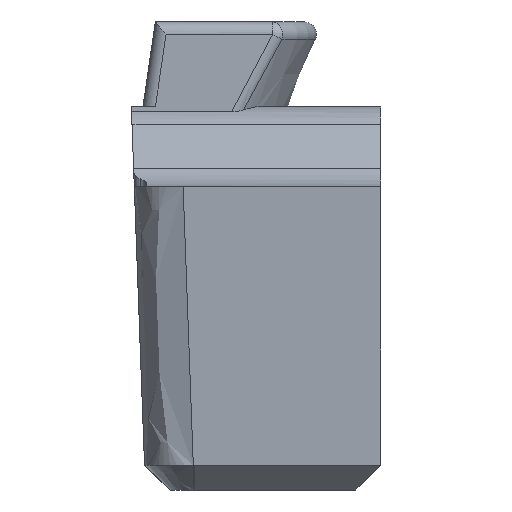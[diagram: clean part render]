
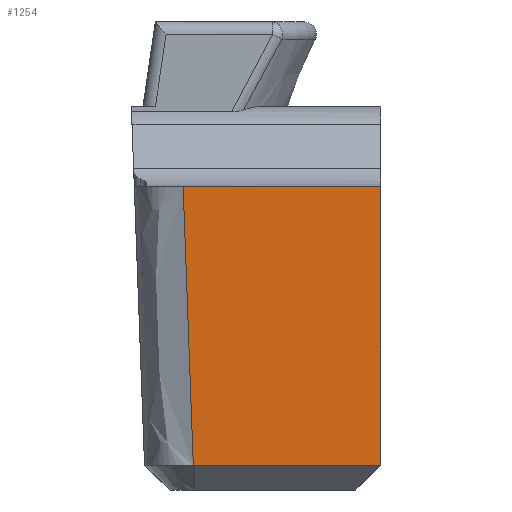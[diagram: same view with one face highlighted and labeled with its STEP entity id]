
A CAD part, left-side view. The second image highlights one B-rep face of the part: STEP entity #1254.
In plain terms, the highlighted free-form (B-spline) face has degree [3, 3] with [4, 4] control points.
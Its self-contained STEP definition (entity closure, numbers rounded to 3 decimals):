
#31=B_SPLINE_SURFACE_WITH_KNOTS('',3,3,((#2629,#2630,#2631,#2632),(#2633,
#2634,#2635,#2636),(#2637,#2638,#2639,#2640),(#2641,#2642,#2643,#2644)),
 .UNSPECIFIED.,.F.,.F.,.F.,(4,4),(4,4),(0.198,1.),(0.21,
0.936),.UNSPECIFIED.);
#64=B_SPLINE_CURVE_WITH_KNOTS('',3,(#2275,#2276,#2277,#2278,#2279,#2280),
 .UNSPECIFIED.,.F.,.F.,(4,2,4),(-1.99,-0.995,-0.394),
 .UNSPECIFIED.);
#71=B_SPLINE_CURVE_WITH_KNOTS('',3,(#2356,#2357,#2358,#2359),
 .UNSPECIFIED.,.F.,.F.,(4,4),(-2.904,-0.651),
 .UNSPECIFIED.);
#83=B_SPLINE_CURVE_WITH_KNOTS('',3,(#2575,#2576,#2577,#2578),
 .UNSPECIFIED.,.F.,.F.,(4,4),(-1.9,-0.394),
 .UNSPECIFIED.);
#85=B_SPLINE_CURVE_WITH_KNOTS('',3,(#2601,#2602,#2603,#2604),
 .UNSPECIFIED.,.F.,.F.,(4,4),(-0.624,-0.617),
 .UNSPECIFIED.);
#88=B_SPLINE_CURVE_WITH_KNOTS('',3,(#2645,#2646,#2647,#2648),
 .UNSPECIFIED.,.F.,.F.,(4,4),(-0.283,-0.283),
 .UNSPECIFIED.);
#206=FACE_OUTER_BOUND('',#275,.T.);
#275=EDGE_LOOP('',(#1144,#1145,#1146,#1147,#1148,#1149));
#345=LINE('',#2110,#433);
#433=VECTOR('',#1622,31.016);
#572=VERTEX_POINT('',#2107);
#573=VERTEX_POINT('',#2109);
#582=VERTEX_POINT('',#2213);
#586=VERTEX_POINT('',#2348);
#596=VERTEX_POINT('',#2566);
#597=VERTEX_POINT('',#2574);
#736=EDGE_CURVE('',#572,#573,#345,.T.);
#755=EDGE_CURVE('',#572,#582,#64,.T.);
#762=EDGE_CURVE('',#586,#582,#71,.T.);
#780=EDGE_CURVE('',#596,#597,#83,.T.);
#783=EDGE_CURVE('',#597,#586,#85,.T.);
#786=EDGE_CURVE('',#573,#596,#88,.T.);
#1144=ORIENTED_EDGE('',*,*,#755,.T.);
#1145=ORIENTED_EDGE('',*,*,#762,.F.);
#1146=ORIENTED_EDGE('',*,*,#783,.F.);
#1147=ORIENTED_EDGE('',*,*,#780,.F.);
#1148=ORIENTED_EDGE('',*,*,#786,.F.);
#1149=ORIENTED_EDGE('',*,*,#736,.F.);
#1254=ADVANCED_FACE('',(#206),#31,.F.);
#1622=DIRECTION('',(0.032,0.,-0.999));
#2107=CARTESIAN_POINT('',(-66.79,0.,-6.5));
#2109=CARTESIAN_POINT('',(-66.065,0.,-29.));
#2110=CARTESIAN_POINT('',(-67.,0.,0.));
#2213=CARTESIAN_POINT('',(-66.57,15.958,-6.5));
#2275=CARTESIAN_POINT('Ctrl Pts',(-66.79,0.,
-6.5));
#2276=CARTESIAN_POINT('Ctrl Pts',(-66.744,3.317,-6.5));
#2277=CARTESIAN_POINT('Ctrl Pts',(-66.699,6.634,-6.5));
#2278=CARTESIAN_POINT('Ctrl Pts',(-66.625,11.953,-6.5));
#2279=CARTESIAN_POINT('Ctrl Pts',(-66.597,13.956,-6.5));
#2280=CARTESIAN_POINT('Ctrl Pts',(-66.57,15.958,-6.5));
#2348=CARTESIAN_POINT('',(-65.846,15.133,-29.001));
#2356=CARTESIAN_POINT('Ctrl Pts',(-65.846,15.133,-29.001));
#2357=CARTESIAN_POINT('Ctrl Pts',(-66.087,15.408,-21.501));
#2358=CARTESIAN_POINT('Ctrl Pts',(-66.329,15.683,-14.));
#2359=CARTESIAN_POINT('Ctrl Pts',(-66.57,15.958,-6.5));
#2566=CARTESIAN_POINT('',(-66.064,0.001,-29.001));
#2574=CARTESIAN_POINT('',(-65.847,15.061,-29.001));
#2575=CARTESIAN_POINT('Ctrl Pts',(-66.064,0.001,
-29.001));
#2576=CARTESIAN_POINT('Ctrl Pts',(-65.992,5.021,-29.001));
#2577=CARTESIAN_POINT('Ctrl Pts',(-65.92,10.041,-29.001));
#2578=CARTESIAN_POINT('Ctrl Pts',(-65.847,15.061,-29.001));
#2601=CARTESIAN_POINT('Ctrl Pts',(-65.847,15.061,-29.001));
#2602=CARTESIAN_POINT('Ctrl Pts',(-65.847,15.085,-29.001));
#2603=CARTESIAN_POINT('Ctrl Pts',(-65.847,15.109,-29.001));
#2604=CARTESIAN_POINT('Ctrl Pts',(-65.846,15.133,-29.001));
#2629=CARTESIAN_POINT('Ctrl Pts',(-66.57,15.958,-6.5));
#2630=CARTESIAN_POINT('Ctrl Pts',(-66.328,15.737,-14.));
#2631=CARTESIAN_POINT('Ctrl Pts',(-66.086,15.516,-21.501));
#2632=CARTESIAN_POINT('Ctrl Pts',(-65.844,15.295,-29.001));
#2633=CARTESIAN_POINT('Ctrl Pts',(-66.643,10.639,-6.5));
#2634=CARTESIAN_POINT('Ctrl Pts',(-66.401,10.491,-14.));
#2635=CARTESIAN_POINT('Ctrl Pts',(-66.159,10.344,-21.501));
#2636=CARTESIAN_POINT('Ctrl Pts',(-65.917,10.197,-29.001));
#2637=CARTESIAN_POINT('Ctrl Pts',(-66.717,5.319,-6.5));
#2638=CARTESIAN_POINT('Ctrl Pts',(-66.475,5.246,-14.));
#2639=CARTESIAN_POINT('Ctrl Pts',(-66.233,5.172,-21.501));
#2640=CARTESIAN_POINT('Ctrl Pts',(-65.991,5.098,-29.001));
#2641=CARTESIAN_POINT('Ctrl Pts',(-66.79,0.,
-6.5));
#2642=CARTESIAN_POINT('Ctrl Pts',(-66.548,0.,
-14.));
#2643=CARTESIAN_POINT('Ctrl Pts',(-66.306,0.,
-21.501));
#2644=CARTESIAN_POINT('Ctrl Pts',(-66.064,0.,
-29.001));
#2645=CARTESIAN_POINT('Ctrl Pts',(-66.065,0.,
-29.));
#2646=CARTESIAN_POINT('Ctrl Pts',(-66.064,0.,
-29.));
#2647=CARTESIAN_POINT('Ctrl Pts',(-66.064,0.001,
-29.001));
#2648=CARTESIAN_POINT('Ctrl Pts',(-66.064,0.001,
-29.001));
